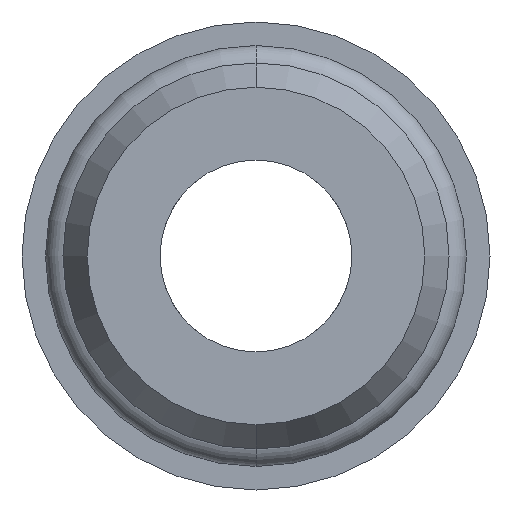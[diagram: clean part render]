
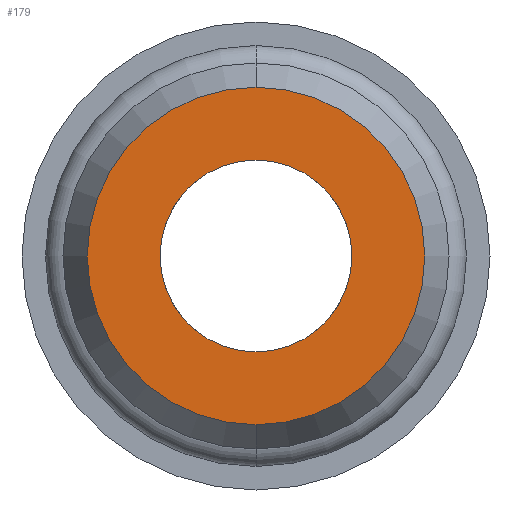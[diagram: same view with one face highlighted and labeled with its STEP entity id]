
A CAD part, front view. The second image highlights one B-rep face of the part: STEP entity #179.
In plain terms, the highlighted planar face has unit normal (0, -1, 0).
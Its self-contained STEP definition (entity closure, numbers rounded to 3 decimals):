
#93 = EDGE_CURVE ( 'NONE', #544, #552, #916, .T. ) ;
#100 = ORIENTED_EDGE ( 'NONE', *, *, #101, .F. ) ;
#101 = EDGE_CURVE ( 'NONE', #1811, #1816, #941, .T. ) ;
#102 = ORIENTED_EDGE ( 'NONE', *, *, #767, .F. ) ;
#104 = ORIENTED_EDGE ( 'NONE', *, *, #93, .T. ) ;
#150 = ORIENTED_EDGE ( 'NONE', *, *, #536, .T. ) ;
#179 = ADVANCED_FACE ( 'NONE', ( #1087, #1083 ), #1076, .T. ) ;
#180 = EDGE_LOOP ( 'NONE', ( #100, #102 ) ) ;
#536 = EDGE_CURVE ( 'NONE', #552, #544, #1675, .T. ) ;
#544 = VERTEX_POINT ( 'NONE', #1668 ) ;
#552 = VERTEX_POINT ( 'NONE', #1647 ) ;
#671 = EDGE_LOOP ( 'NONE', ( #104, #150 ) ) ;
#767 = EDGE_CURVE ( 'NONE', #1816, #1811, #1842, .T. ) ;
#915 = DIRECTION ( 'NONE',  ( 0., 0., -1. ) ) ;
#916 = CIRCLE ( 'NONE', #927, 7.211 ) ;
#925 = DIRECTION ( 'NONE',  ( 0., -1., 0. ) ) ;
#926 = CARTESIAN_POINT ( 'NONE',  ( 0., 0., 0. ) ) ;
#927 = AXIS2_PLACEMENT_3D ( 'NONE', #926, #925, #915 ) ;
#941 = CIRCLE ( 'NONE', #967, 4.1 ) ;
#955 = CARTESIAN_POINT ( 'NONE',  ( 0., 0., 0. ) ) ;
#967 = AXIS2_PLACEMENT_3D ( 'NONE', #955, #973, #972 ) ;
#972 = DIRECTION ( 'NONE',  ( 0., 0., -1. ) ) ;
#973 = DIRECTION ( 'NONE',  ( 0., -1., 0. ) ) ;
#1071 = DIRECTION ( 'NONE',  ( 0., 0., -1. ) ) ;
#1076 = PLANE ( 'NONE',  #1086 ) ;
#1083 = FACE_OUTER_BOUND ( 'NONE', #671, .T. ) ;
#1086 = AXIS2_PLACEMENT_3D ( 'NONE', #1088, #1089, #1071 ) ;
#1087 = FACE_BOUND ( 'NONE', #180, .T. ) ;
#1088 = CARTESIAN_POINT ( 'NONE',  ( 0., 0., 0. ) ) ;
#1089 = DIRECTION ( 'NONE',  ( 0., -1., 0. ) ) ;
#1647 = CARTESIAN_POINT ( 'NONE',  ( 0., 0., -7.211 ) ) ;
#1651 = DIRECTION ( 'NONE',  ( 0., 0., -1. ) ) ;
#1657 = AXIS2_PLACEMENT_3D ( 'NONE', #1669, #1661, #1651 ) ;
#1661 = DIRECTION ( 'NONE',  ( 0., -1., 0. ) ) ;
#1668 = CARTESIAN_POINT ( 'NONE',  ( 0., 0., 7.211 ) ) ;
#1669 = CARTESIAN_POINT ( 'NONE',  ( 0., 0., 0. ) ) ;
#1675 = CIRCLE ( 'NONE', #1657, 7.211 ) ;
#1811 = VERTEX_POINT ( 'NONE', #2094 ) ;
#1816 = VERTEX_POINT ( 'NONE', #2132 ) ;
#1842 = CIRCLE ( 'NONE', #1846, 4.1 ) ;
#1846 = AXIS2_PLACEMENT_3D ( 'NONE', #1849, #1851, #1850 ) ;
#1849 = CARTESIAN_POINT ( 'NONE',  ( 0., 0., 0. ) ) ;
#1850 = DIRECTION ( 'NONE',  ( 0., 0., -1. ) ) ;
#1851 = DIRECTION ( 'NONE',  ( 0., -1., 0. ) ) ;
#2094 = CARTESIAN_POINT ( 'NONE',  ( 0., 0., -4.1 ) ) ;
#2132 = CARTESIAN_POINT ( 'NONE',  ( 0., 0., 4.1 ) ) ;
